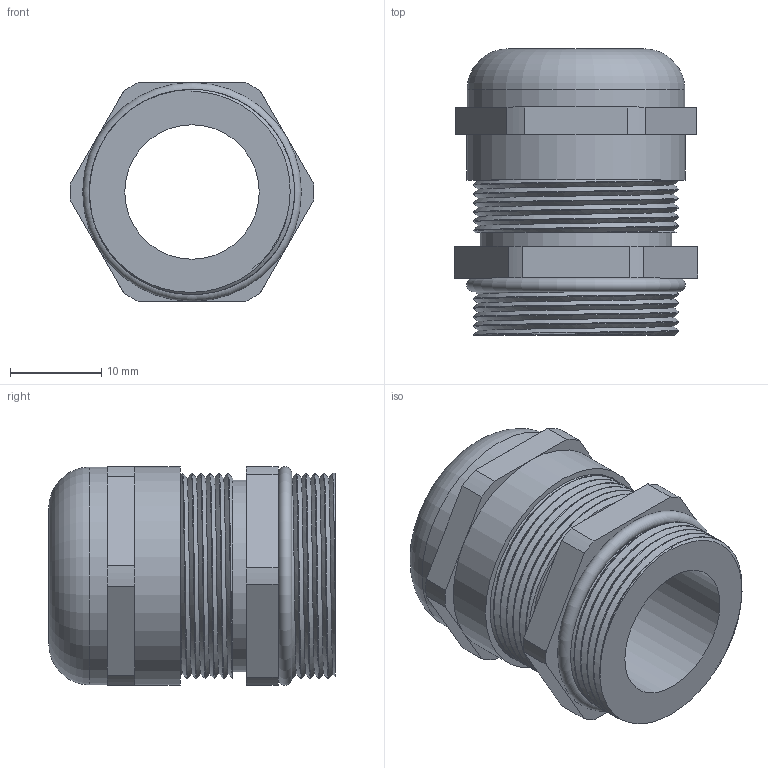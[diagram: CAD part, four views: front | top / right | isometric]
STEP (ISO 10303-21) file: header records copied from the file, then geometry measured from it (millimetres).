
FILE_DESCRIPTION (( 'STEP AP214' ), '1' );
FILE_NAME ('ZP-MC-CG-16M8.STEP', '2011-11-21T12:32:15', ( '.adc' ), ( '' ), 'SwSTEP 2.0', 'SolidWorks 2011', '' );
FILE_SCHEMA (( 'AUTOMOTIVE_DESIGN' ));
Length unit declared in the file: millimetre
Products named in the file (1): ZP-MC-CG-16M8
Bounding box: 26.74 x 31.4 x 24 mm (x, y, z)
Volume: 7788 mm3; surface area: 5438.6 mm2
Topology: 2 solids, 2 shells, 63 faces, 150 edges, 96 vertices
Faces by surface type: plane 30, cylinder 24, bspline 7, torus 2
Full cylindrical faces by diameter (mm): 14.75 x1, 21 x2, 22.611 x1, 23.9 x1, 24 x1
Entity records: 3893 total; most frequent: CARTESIAN_POINT 2457, ORIENTED_EDGE 284, DIRECTION 279, EDGE_CURVE 142, AXIS2_PLACEMENT_3D 105, VERTEX_POINT 95, EDGE_LOOP 77, LINE 69
